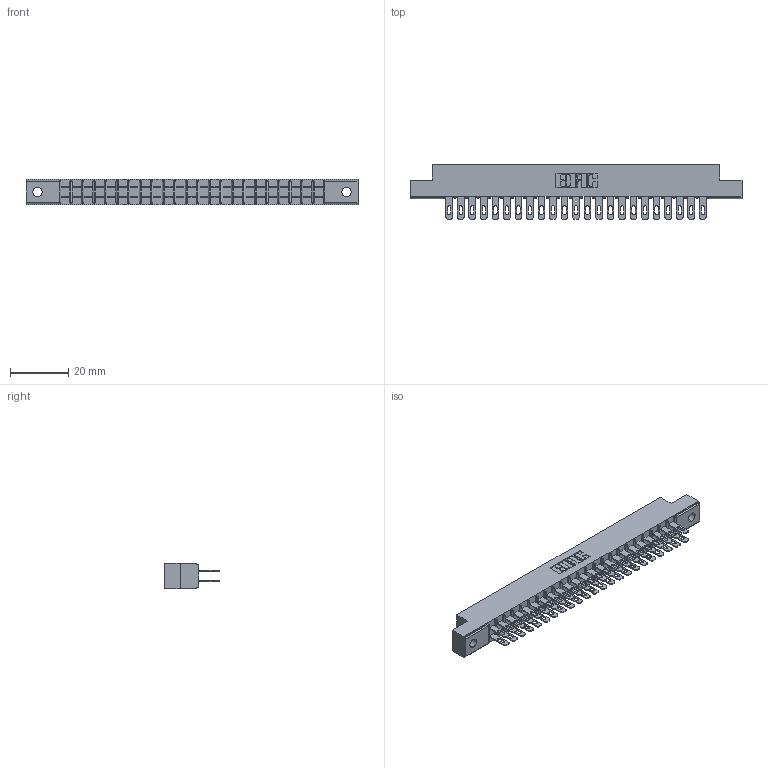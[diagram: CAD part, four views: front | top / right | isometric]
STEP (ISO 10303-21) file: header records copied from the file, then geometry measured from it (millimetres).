
FILE_DESCRIPTION (( 'STEP AP203' ), '1' );
FILE_NAME ('315-046-500-202.STEP', '2019-09-10T17:56:29', ( '' ), ( '' ), 'SwSTEP 2.0', 'SolidWorks 2016', '' );
FILE_SCHEMA (( 'CONFIG_CONTROL_DESIGN' ));
Length unit declared in the file: inch
Products named in the file (3): 305-290-001_500; 305 Part_.128 Dia; 315-046-500-202
Assembly tree (47 placements, depth 2):
  315-046-500-202
    305 Part_.128 Dia
    305-290-001_500  x46
Bounding box: 114.15 x 18.85 x 8.71 mm (x, y, z)
Volume: 7266.8 mm3; surface area: 14329.8 mm2
Topology: 47 solids, 47 shells, 2416 faces, 6917 edges, 4486 vertices
Faces by surface type: plane 1356, cylinder 968, sphere 92
Entity records: 27240 total; most frequent: CARTESIAN_POINT 4507, ORIENTED_EDGE 4470, DIRECTION 4377, EDGE_CURVE 2235, VECTOR 1785, LINE 1785, VERTEX_POINT 1426, AXIS2_PLACEMENT_3D 1296
